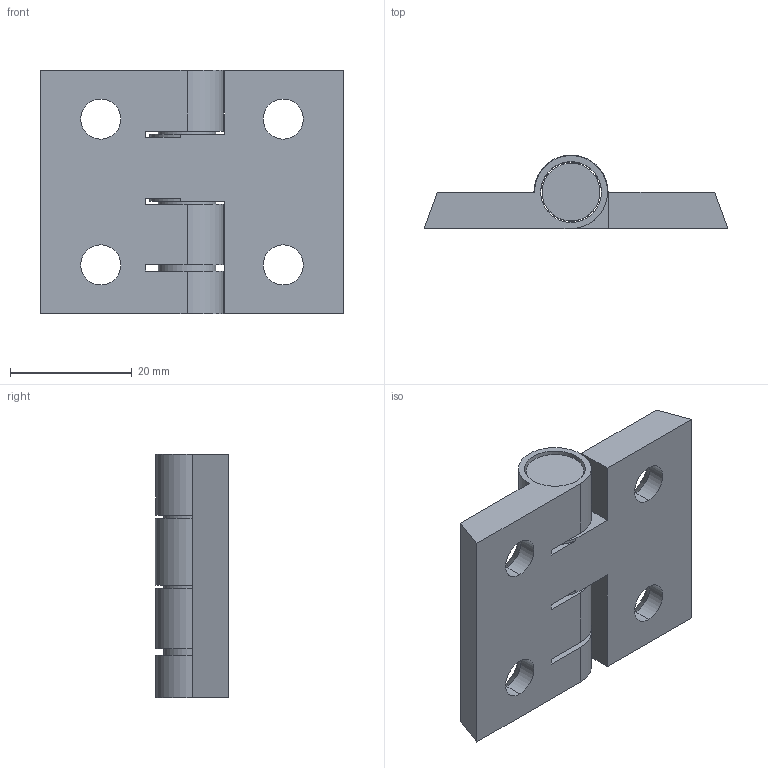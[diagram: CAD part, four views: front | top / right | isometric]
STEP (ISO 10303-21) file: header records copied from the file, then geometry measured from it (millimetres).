
FILE_DESCRIPTION (( 'STEP AP203' ), '1' );
FILE_NAME ('Äâåðíàÿ ïåòëÿ 30Ñ 40õ50 (Al) ñåðåáðî.STEP', '2022-09-08T16:49:09', ( '' ), ( '' ), 'SwSTEP 2.0', 'SolidWorks 2022', '' );
FILE_SCHEMA (( 'CONFIG_CONTROL_DESIGN' ));
Length unit declared in the file: millimetre
Products named in the file (1): Дверная петля 30С 40х50 (Al) серебро
Bounding box: 50 x 12.1 x 40 mm (x, y, z)
Volume: 11709.2 mm3; surface area: 8262.5 mm2
Topology: 2 solids, 2 shells, 57 faces, 151 edges, 98 vertices
Faces by surface type: cylinder 25, plane 24, cone 8
Entity records: 1888 total; most frequent: DIRECTION 327, CARTESIAN_POINT 307, ORIENTED_EDGE 302, EDGE_CURVE 151, AXIS2_PLACEMENT_3D 118, VERTEX_POINT 98, LINE 91, VECTOR 91
